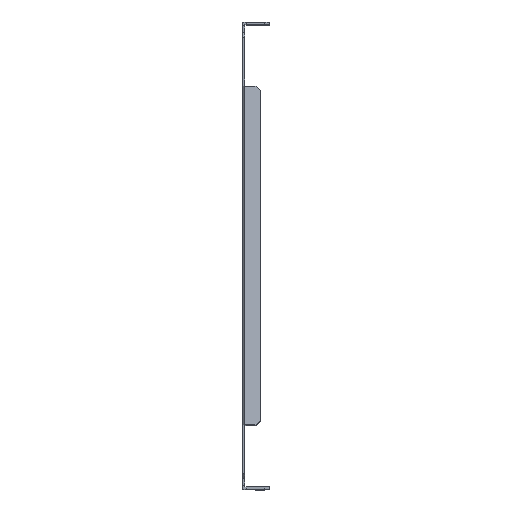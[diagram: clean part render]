
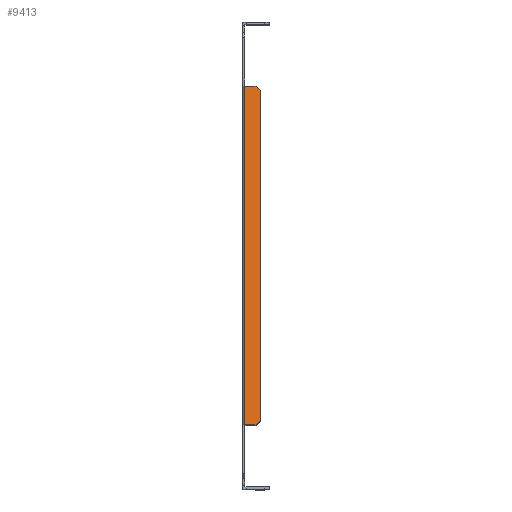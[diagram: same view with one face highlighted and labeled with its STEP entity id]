
A CAD part, top view. The second image highlights one B-rep face of the part: STEP entity #9413.
In plain terms, the highlighted planar face has unit normal (0.5, 0, 0.866).
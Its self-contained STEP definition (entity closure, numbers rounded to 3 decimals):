
#38 = VECTOR ( 'NONE', #2628, 1000. ) ;
#442 = DIRECTION ( 'NONE',  ( 0., -1., 0. ) ) ;
#1599 = EDGE_LOOP ( 'NONE', ( #11849, #5845, #5336, #10611, #6316, #11709, #10843, #12165 ) ) ;
#1609 = CARTESIAN_POINT ( 'NONE',  ( 1.268, 0., 199.464 ) ) ;
#1804 = DIRECTION ( 'NONE',  ( 0., -1., 0. ) ) ;
#1939 = DIRECTION ( 'NONE',  ( -0.866, 0., 0.5 ) ) ;
#2269 = LINE ( 'NONE', #6442, #2914 ) ;
#2533 = VECTOR ( 'NONE', #11638, 1000. ) ;
#2628 = DIRECTION ( 'NONE',  ( 0.612, 0.707, -0.354 ) ) ;
#2645 = VECTOR ( 'NONE', #442, 1000. ) ;
#2914 = VECTOR ( 'NONE', #6375, 1000. ) ;
#2951 = CARTESIAN_POINT ( 'NONE',  ( 85.562, -110.75, 150.797 ) ) ;
#3131 = DIRECTION ( 'NONE',  ( -0.612, 0.707, 0.354 ) ) ;
#3136 = VECTOR ( 'NONE', #11304, 1000. ) ;
#3258 = CARTESIAN_POINT ( 'NONE',  ( 11.401, 107.75, 193.614 ) ) ;
#3297 = PLANE ( 'NONE',  #9102 ) ;
#3656 = LINE ( 'NONE', #11892, #38 ) ;
#3689 = CARTESIAN_POINT ( 'NONE',  ( 1.268, -110.75, 199.464 ) ) ;
#3828 = VERTEX_POINT ( 'NONE', #3258 ) ;
#4271 = EDGE_CURVE ( 'NONE', #6351, #6400, #8479, .T. ) ;
#4522 = VECTOR ( 'NONE', #1804, 1000. ) ;
#4527 = CARTESIAN_POINT ( 'NONE',  ( 1.268, 110.75, 199.464 ) ) ;
#4922 = EDGE_CURVE ( 'NONE', #3828, #6214, #11271, .T. ) ;
#4989 = CARTESIAN_POINT ( 'NONE',  ( 4.5, 110.75, 197.598 ) ) ;
#5336 = ORIENTED_EDGE ( 'NONE', *, *, #9629, .F. ) ;
#5761 = VERTEX_POINT ( 'NONE', #4527 ) ;
#5845 = ORIENTED_EDGE ( 'NONE', *, *, #10286, .T. ) ;
#5863 = CARTESIAN_POINT ( 'NONE',  ( 11.401, -110.75, 193.614 ) ) ;
#6214 = VERTEX_POINT ( 'NONE', #9380 ) ;
#6316 = ORIENTED_EDGE ( 'NONE', *, *, #10310, .T. ) ;
#6351 = VERTEX_POINT ( 'NONE', #4989 ) ;
#6375 = DIRECTION ( 'NONE',  ( -0.866, 0., 0.5 ) ) ;
#6400 = VERTEX_POINT ( 'NONE', #11380 ) ;
#6442 = CARTESIAN_POINT ( 'NONE',  ( 4.5, 110.75, 197.598 ) ) ;
#6712 = LINE ( 'NONE', #13262, #3136 ) ;
#6969 = EDGE_CURVE ( 'NONE', #3828, #6400, #12218, .T. ) ;
#7130 = CARTESIAN_POINT ( 'NONE',  ( 8.803, -110.75, 195.114 ) ) ;
#7258 = VECTOR ( 'NONE', #3131, 1000. ) ;
#7285 = VERTEX_POINT ( 'NONE', #3689 ) ;
#7402 = CARTESIAN_POINT ( 'NONE',  ( 85.562, 0., 150.797 ) ) ;
#7454 = VERTEX_POINT ( 'NONE', #7867 ) ;
#7573 = VECTOR ( 'NONE', #1939, 1000. ) ;
#7867 = CARTESIAN_POINT ( 'NONE',  ( 4.5, -110.75, 197.598 ) ) ;
#8479 = LINE ( 'NONE', #9433, #2533 ) ;
#8553 = VERTEX_POINT ( 'NONE', #7130 ) ;
#9102 = AXIS2_PLACEMENT_3D ( 'NONE', #7402, #11531, #10863 ) ;
#9380 = CARTESIAN_POINT ( 'NONE',  ( 11.401, -107.75, 193.614 ) ) ;
#9413 = ADVANCED_FACE ( 'NONE', ( #12559 ), #3297, .F. ) ;
#9433 = CARTESIAN_POINT ( 'NONE',  ( 11.401, 110.75, 193.614 ) ) ;
#9629 = EDGE_CURVE ( 'NONE', #7454, #7285, #10139, .T. ) ;
#9746 = LINE ( 'NONE', #1609, #2645 ) ;
#10139 = LINE ( 'NONE', #2951, #7573 ) ;
#10141 = CARTESIAN_POINT ( 'NONE',  ( 8.803, 110.75, 195.114 ) ) ;
#10286 = EDGE_CURVE ( 'NONE', #5761, #7285, #9746, .T. ) ;
#10310 = EDGE_CURVE ( 'NONE', #8553, #6214, #3656, .T. ) ;
#10611 = ORIENTED_EDGE ( 'NONE', *, *, #12248, .F. ) ;
#10843 = ORIENTED_EDGE ( 'NONE', *, *, #6969, .T. ) ;
#10863 = DIRECTION ( 'NONE',  ( 0.866, 0., -0.5 ) ) ;
#11271 = LINE ( 'NONE', #5863, #4522 ) ;
#11304 = DIRECTION ( 'NONE',  ( -0.866, 0., 0.5 ) ) ;
#11380 = CARTESIAN_POINT ( 'NONE',  ( 8.803, 110.75, 195.114 ) ) ;
#11531 = DIRECTION ( 'NONE',  ( -0.5, 0., -0.866 ) ) ;
#11638 = DIRECTION ( 'NONE',  ( 0.866, 0., -0.5 ) ) ;
#11709 = ORIENTED_EDGE ( 'NONE', *, *, #4922, .F. ) ;
#11849 = ORIENTED_EDGE ( 'NONE', *, *, #12159, .T. ) ;
#11892 = CARTESIAN_POINT ( 'NONE',  ( 11.401, -107.75, 193.614 ) ) ;
#12159 = EDGE_CURVE ( 'NONE', #6351, #5761, #2269, .T. ) ;
#12165 = ORIENTED_EDGE ( 'NONE', *, *, #4271, .F. ) ;
#12218 = LINE ( 'NONE', #10141, #7258 ) ;
#12248 = EDGE_CURVE ( 'NONE', #8553, #7454, #6712, .T. ) ;
#12559 = FACE_OUTER_BOUND ( 'NONE', #1599, .T. ) ;
#13262 = CARTESIAN_POINT ( 'NONE',  ( 2.25, -110.75, 198.897 ) ) ;
